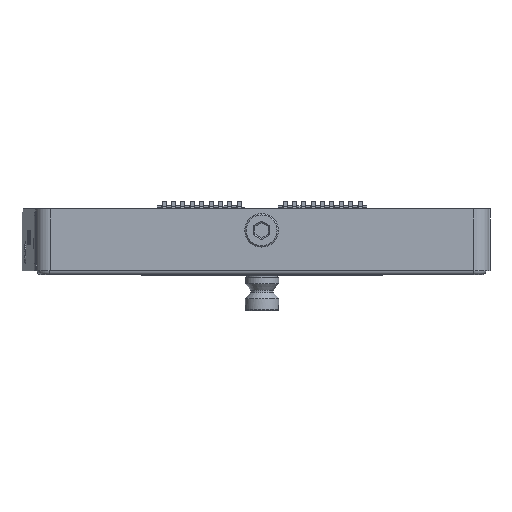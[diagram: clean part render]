
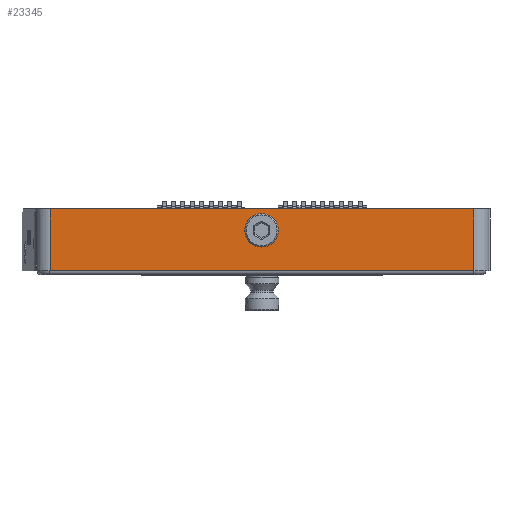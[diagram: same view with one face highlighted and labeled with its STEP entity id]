
A CAD part, left-side view. The second image highlights one B-rep face of the part: STEP entity #23345.
In plain terms, the highlighted planar face has unit normal (-1, 0, 0).
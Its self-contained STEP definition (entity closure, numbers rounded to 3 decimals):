
#341 = EDGE_LOOP ( 'NONE', ( #8734, #12082, #33133, #31420 ) ) ;
#598 = EDGE_CURVE ( 'NONE', #43478, #4420, #28776, .T. ) ;
#741 = VECTOR ( 'NONE', #33399, 1000. ) ;
#1650 = CARTESIAN_POINT ( 'NONE',  ( -86., 83.5, -5.75 ) ) ;
#1714 = EDGE_CURVE ( 'NONE', #33278, #33278, #2876, .T. ) ;
#1937 = EDGE_CURVE ( 'NONE', #4420, #16256, #21740, .T. ) ;
#1983 = AXIS2_PLACEMENT_3D ( 'NONE', #38993, #18875, #42424 ) ;
#2090 = EDGE_LOOP ( 'NONE', ( #18443 ) ) ;
#2219 = LINE ( 'NONE', #28808, #19040 ) ;
#2876 = CIRCLE ( 'NONE', #1983, 3.125 ) ;
#3720 = EDGE_CURVE ( 'NONE', #43478, #18049, #24883, .T. ) ;
#4420 = VERTEX_POINT ( 'NONE', #25222 ) ;
#5118 = CARTESIAN_POINT ( 'NONE',  ( -86., 83.5, -5.75 ) ) ;
#6935 = CARTESIAN_POINT ( 'NONE',  ( -86., 4.5, -5.75 ) ) ;
#8268 = CARTESIAN_POINT ( 'NONE',  ( -86., 4.5, -5.75 ) ) ;
#8734 = ORIENTED_EDGE ( 'NONE', *, *, #1937, .F. ) ;
#8843 = VECTOR ( 'NONE', #25170, 1000. ) ;
#10326 = DIRECTION ( 'NONE',  ( 0., 0., 1. ) ) ;
#12082 = ORIENTED_EDGE ( 'NONE', *, *, #598, .F. ) ;
#12311 = CARTESIAN_POINT ( 'NONE',  ( -86., 47.225, 1.75 ) ) ;
#14715 = DIRECTION ( 'NONE',  ( 0., -1., 0. ) ) ;
#15978 = VECTOR ( 'NONE', #14715, 1000. ) ;
#16256 = VERTEX_POINT ( 'NONE', #36415 ) ;
#18049 = VERTEX_POINT ( 'NONE', #42988 ) ;
#18443 = ORIENTED_EDGE ( 'NONE', *, *, #1714, .T. ) ;
#18875 = DIRECTION ( 'NONE',  ( 1., 0., 0. ) ) ;
#19040 = VECTOR ( 'NONE', #32202, 1000. ) ;
#21740 = LINE ( 'NONE', #36920, #741 ) ;
#23345 = ADVANCED_FACE ( 'NONE', ( #27721, #36689 ), #26646, .T. ) ;
#24883 = LINE ( 'NONE', #8268, #15978 ) ;
#25170 = DIRECTION ( 'NONE',  ( 0., 0., 1. ) ) ;
#25222 = CARTESIAN_POINT ( 'NONE',  ( -86., 83.5, 5.75 ) ) ;
#26646 = PLANE ( 'NONE',  #34030 ) ;
#27721 = FACE_BOUND ( 'NONE', #2090, .T. ) ;
#28776 = LINE ( 'NONE', #1650, #8843 ) ;
#28808 = CARTESIAN_POINT ( 'NONE',  ( -86., 4.5, -5.75 ) ) ;
#30380 = DIRECTION ( 'NONE',  ( -1., 0., 0. ) ) ;
#31420 = ORIENTED_EDGE ( 'NONE', *, *, #41329, .T. ) ;
#32202 = DIRECTION ( 'NONE',  ( 0., 0., 1. ) ) ;
#33133 = ORIENTED_EDGE ( 'NONE', *, *, #3720, .T. ) ;
#33278 = VERTEX_POINT ( 'NONE', #12311 ) ;
#33399 = DIRECTION ( 'NONE',  ( 0., -1., 0. ) ) ;
#34030 = AXIS2_PLACEMENT_3D ( 'NONE', #6935, #30380, #10326 ) ;
#36415 = CARTESIAN_POINT ( 'NONE',  ( -86., 4.5, 5.75 ) ) ;
#36689 = FACE_OUTER_BOUND ( 'NONE', #341, .T. ) ;
#36920 = CARTESIAN_POINT ( 'NONE',  ( -86., 4.5, 5.75 ) ) ;
#38993 = CARTESIAN_POINT ( 'NONE',  ( -86., 44.1, 1.75 ) ) ;
#41329 = EDGE_CURVE ( 'NONE', #18049, #16256, #2219, .T. ) ;
#42424 = DIRECTION ( 'NONE',  ( 0., 1., 0. ) ) ;
#42988 = CARTESIAN_POINT ( 'NONE',  ( -86., 4.5, -5.75 ) ) ;
#43478 = VERTEX_POINT ( 'NONE', #5118 ) ;
